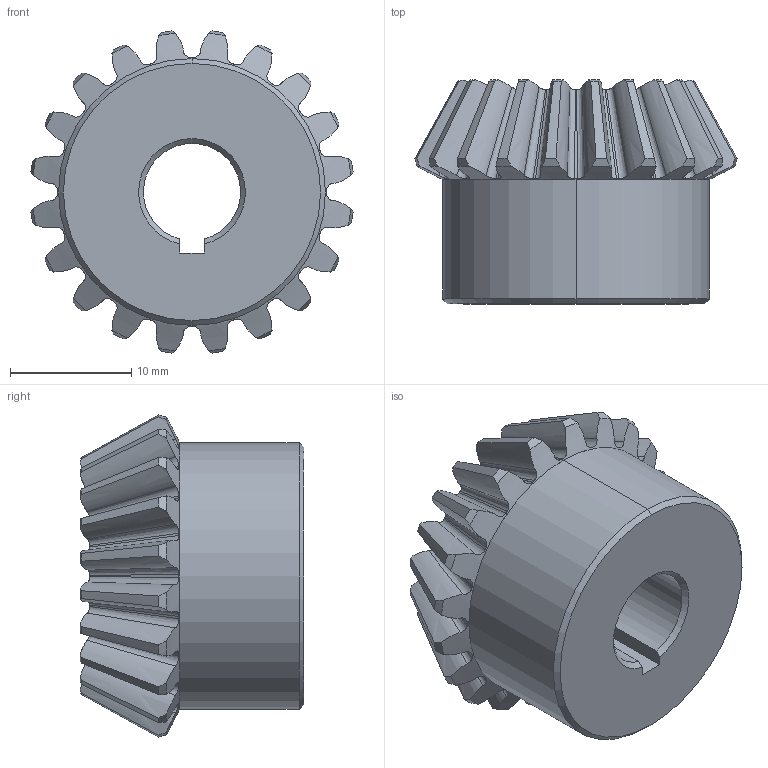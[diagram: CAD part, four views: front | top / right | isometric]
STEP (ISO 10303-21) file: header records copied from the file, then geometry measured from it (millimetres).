
FILE_DESCRIPTION (( 'STEP AP214' ), '1' );
FILE_NAME ('am-2620 20t 1-25mod bevel gear.STEP', '2014-08-20T18:44:49', ( '' ), ( '' ), 'SwSTEP 2.0', 'SolidWorks 2014', '' );
FILE_SCHEMA (( 'AUTOMOTIVE_DESIGN' ));
Length unit declared in the file: inch
Products named in the file (1): am-2620 20t 1-25mod bevel gear
Bounding box: 26.56 x 18.45 x 26.56 mm (x, y, z)
Volume: 5656.3 mm3; surface area: 2846.1 mm2
Topology: 1 solids, 1 shells, 220 faces, 646 edges, 429 vertices
Faces by surface type: bspline 100, cone 70, plane 46, cylinder 4
Entity records: 11859 total; most frequent: CARTESIAN_POINT 6728, ORIENTED_EDGE 1292, DIRECTION 705, EDGE_CURVE 646, VERTEX_POINT 429, B_SPLINE_CURVE_WITH_KNOTS 284, VECTOR 261, LINE 261
